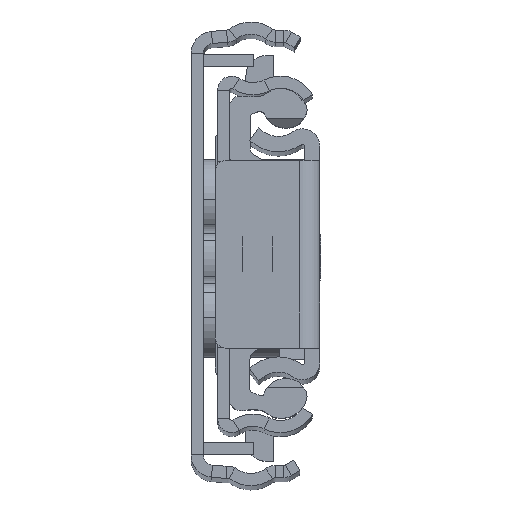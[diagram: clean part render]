
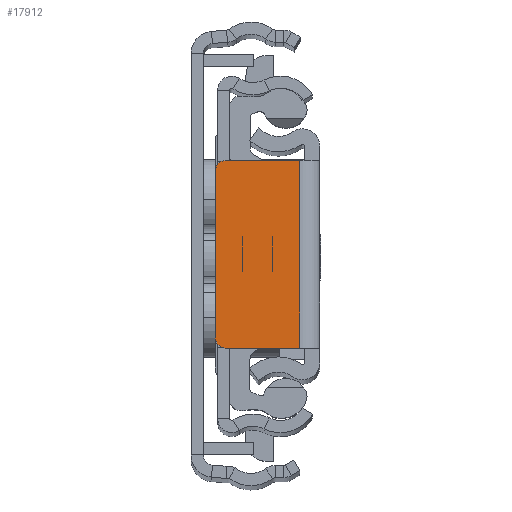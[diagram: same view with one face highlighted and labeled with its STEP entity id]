
A CAD part, top view. The second image highlights one B-rep face of the part: STEP entity #17912.
In plain terms, the highlighted planar face has unit normal (0, 0, 1).
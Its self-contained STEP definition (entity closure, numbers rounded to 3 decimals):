
#175 = VECTOR ( 'NONE', #2237, 1000. ) ;
#593 = CARTESIAN_POINT ( 'NONE',  ( 0., -9.25, 0. ) ) ;
#957 = VECTOR ( 'NONE', #3457, 1000. ) ;
#1343 = ORIENTED_EDGE ( 'NONE', *, *, #15951, .T. ) ;
#1945 = CARTESIAN_POINT ( 'NONE',  ( -2., -9.25, 0. ) ) ;
#2237 = DIRECTION ( 'NONE',  ( 1., 0., 0. ) ) ;
#2242 = EDGE_CURVE ( 'NONE', #6115, #3300, #5643, .T. ) ;
#2337 = PLANE ( 'NONE',  #4788 ) ;
#2605 = DIRECTION ( 'NONE',  ( 0., 0., 1. ) ) ;
#3025 = CARTESIAN_POINT ( 'NONE',  ( -9.3, 8.25, 0. ) ) ;
#3278 = ORIENTED_EDGE ( 'NONE', *, *, #4499, .T. ) ;
#3300 = VERTEX_POINT ( 'NONE', #13114 ) ;
#3457 = DIRECTION ( 'NONE',  ( 0., -1., 0. ) ) ;
#4024 = DIRECTION ( 'NONE',  ( -1., 0., 0. ) ) ;
#4499 = EDGE_CURVE ( 'NONE', #19980, #6115, #12144, .T. ) ;
#4788 = AXIS2_PLACEMENT_3D ( 'NONE', #10734, #7485, #18828 ) ;
#5643 = LINE ( 'NONE', #593, #175 ) ;
#6115 = VERTEX_POINT ( 'NONE', #12647 ) ;
#7137 = VECTOR ( 'NONE', #4024, 1000. ) ;
#7485 = DIRECTION ( 'NONE',  ( 0., 0., -1. ) ) ;
#9826 = LINE ( 'NONE', #1945, #957 ) ;
#10232 = CARTESIAN_POINT ( 'NONE',  ( -10.3, 8.25, 0. ) ) ;
#10734 = CARTESIAN_POINT ( 'NONE',  ( 0., 0., 0. ) ) ;
#10800 = CARTESIAN_POINT ( 'NONE',  ( -9.3, -8.25, 0. ) ) ;
#11394 = CARTESIAN_POINT ( 'NONE',  ( -10.3, 0., 0. ) ) ;
#11413 = DIRECTION ( 'NONE',  ( 0., 0., 1. ) ) ;
#11954 = EDGE_CURVE ( 'NONE', #13984, #14406, #13353, .T. ) ;
#12144 = CIRCLE ( 'NONE', #15240, 1. ) ;
#12194 = DIRECTION ( 'NONE',  ( -1., 0., 0. ) ) ;
#12520 = LINE ( 'NONE', #18802, #7137 ) ;
#12647 = CARTESIAN_POINT ( 'NONE',  ( -9.3, -9.25, 0. ) ) ;
#13108 = DIRECTION ( 'NONE',  ( 0., -1., 0. ) ) ;
#13114 = CARTESIAN_POINT ( 'NONE',  ( -2., -9.25, 0. ) ) ;
#13353 = CIRCLE ( 'NONE', #16132, 1. ) ;
#13531 = ORIENTED_EDGE ( 'NONE', *, *, #16630, .T. ) ;
#13912 = CARTESIAN_POINT ( 'NONE',  ( -2., 9.25, 0. ) ) ;
#13984 = VERTEX_POINT ( 'NONE', #19764 ) ;
#14406 = VERTEX_POINT ( 'NONE', #10232 ) ;
#14713 = LINE ( 'NONE', #11394, #18843 ) ;
#15240 = AXIS2_PLACEMENT_3D ( 'NONE', #10800, #2605, #12194 ) ;
#15304 = CARTESIAN_POINT ( 'NONE',  ( -10.3, -8.25, 0. ) ) ;
#15829 = DIRECTION ( 'NONE',  ( -1., 0., 0. ) ) ;
#15951 = EDGE_CURVE ( 'NONE', #14406, #19980, #14713, .T. ) ;
#16132 = AXIS2_PLACEMENT_3D ( 'NONE', #3025, #11413, #15829 ) ;
#16630 = EDGE_CURVE ( 'NONE', #19639, #13984, #12520, .T. ) ;
#17344 = EDGE_CURVE ( 'NONE', #19639, #3300, #9826, .T. ) ;
#17912 = ADVANCED_FACE ( 'NONE', ( #20244 ), #2337, .F. ) ;
#18036 = ORIENTED_EDGE ( 'NONE', *, *, #2242, .T. ) ;
#18802 = CARTESIAN_POINT ( 'NONE',  ( 0., 9.25, 0. ) ) ;
#18828 = DIRECTION ( 'NONE',  ( -1., 0., 0. ) ) ;
#18843 = VECTOR ( 'NONE', #13108, 1000. ) ;
#19639 = VERTEX_POINT ( 'NONE', #13912 ) ;
#19764 = CARTESIAN_POINT ( 'NONE',  ( -9.3, 9.25, 0. ) ) ;
#19777 = ORIENTED_EDGE ( 'NONE', *, *, #17344, .F. ) ;
#19980 = VERTEX_POINT ( 'NONE', #15304 ) ;
#20244 = FACE_OUTER_BOUND ( 'NONE', #20529, .T. ) ;
#20529 = EDGE_LOOP ( 'NONE', ( #1343, #3278, #18036, #19777, #13531, #20548 ) ) ;
#20548 = ORIENTED_EDGE ( 'NONE', *, *, #11954, .T. ) ;
